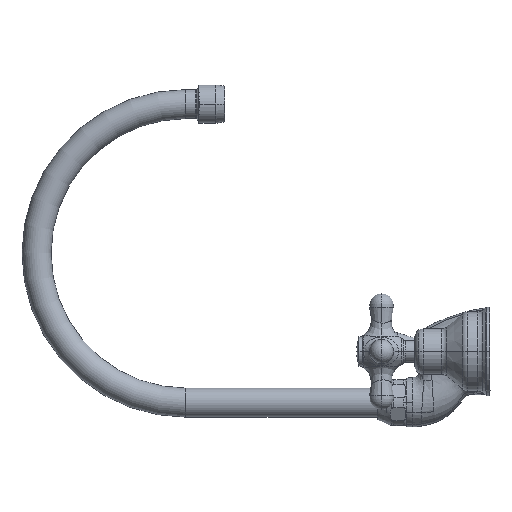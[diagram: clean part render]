
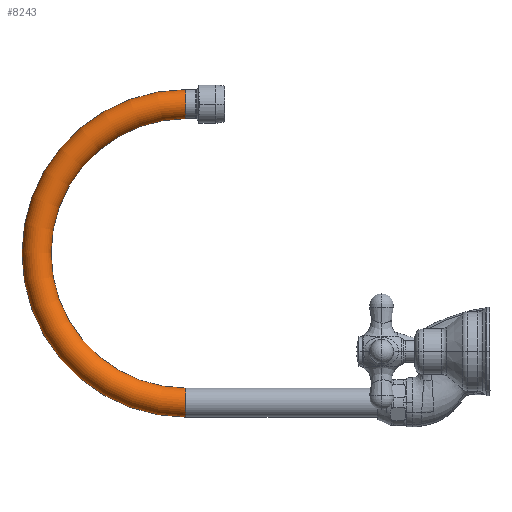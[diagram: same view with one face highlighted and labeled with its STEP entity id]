
A CAD part, left-side view. The second image highlights one B-rep face of the part: STEP entity #8243.
In plain terms, the highlighted toroidal (fillet/blend) face has major radius 92.5 mm and minor radius 9 mm.
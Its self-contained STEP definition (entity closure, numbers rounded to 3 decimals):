
#878=CARTESIAN_POINT('',(0.,188.5,153.3));
#879=DIRECTION('',(0.,-1.,0.));
#880=DIRECTION('',(0.,0.,1.));
#881=AXIS2_PLACEMENT_3D('',#878,#879,#880);
#911=CARTESIAN_POINT('',(0.,188.5,60.8));
#912=DIRECTION('',(1.,0.,0.));
#913=DIRECTION('',(0.,0.,-1.));
#914=AXIS2_PLACEMENT_3D('',#911,#912,#913);
#944=CARTESIAN_POINT('',(0.,188.5,-31.7));
#945=DIRECTION('',(0.,1.,0.));
#946=DIRECTION('',(0.,0.,-1.));
#947=AXIS2_PLACEMENT_3D('',#944,#945,#946);
#949=CARTESIAN_POINT('',(0.,188.5,60.8));
#950=DIRECTION('',(1.,0.,0.));
#951=DIRECTION('',(0.,0.,-1.));
#952=AXIS2_PLACEMENT_3D('',#949,#950,#951);
#5883=CARTESIAN_POINT('',(0.,188.5,-22.7));
#5884=CARTESIAN_POINT('',(0.,188.5,-40.7));
#5885=VERTEX_POINT('',#5883);
#5886=VERTEX_POINT('',#5884);
#5891=CARTESIAN_POINT('',(0.,188.5,144.3));
#5892=CARTESIAN_POINT('',(0.,188.5,162.3));
#5893=VERTEX_POINT('',#5891);
#5894=VERTEX_POINT('',#5892);
#8232=CARTESIAN_POINT('',(0.,188.5,60.8));
#8233=DIRECTION('',(1.,0.,0.));
#8234=DIRECTION('',(0.,0.,1.));
#8235=AXIS2_PLACEMENT_3D('',#8232,#8233,#8234);
#8236=TOROIDAL_SURFACE('',#8235,92.5,9.);
#8237=ORIENTED_EDGE('',*,*,#8219,.F.);
#8238=ORIENTED_EDGE('',*,*,#8135,.T.);
#8239=ORIENTED_EDGE('',*,*,#8071,.T.);
#8240=ORIENTED_EDGE('',*,*,#8132,.F.);
#8241=EDGE_LOOP('',(#8237,#8238,#8239,#8240));
#8242=FACE_OUTER_BOUND('',#8241,.F.);
#8243=ADVANCED_FACE('',(#8242),#8236,.T.);
#882=CIRCLE('',#881,9.);
#915=CIRCLE('',#914,83.5);
#948=CIRCLE('',#947,9.);
#953=CIRCLE('',#952,101.5);
#8071=EDGE_CURVE('',#5894,#5893,#882,.T.);
#8132=EDGE_CURVE('',#5885,#5893,#915,.T.);
#8135=EDGE_CURVE('',#5886,#5894,#953,.T.);
#8219=EDGE_CURVE('',#5886,#5885,#948,.T.);
